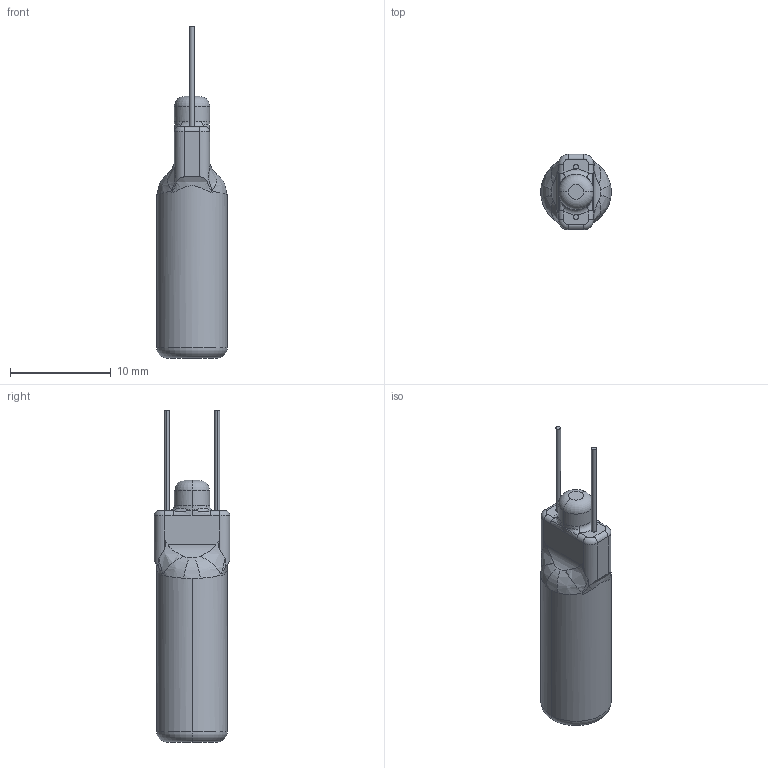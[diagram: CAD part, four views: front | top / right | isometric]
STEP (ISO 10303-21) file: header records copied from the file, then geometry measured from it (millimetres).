
FILE_DESCRIPTION (( 'STEP AP214' ), '1' );
FILE_NAME ('INS-1.STEP', '2025-10-05T23:26:49', ( '' ), ( '' ), 'SwSTEP 2.0', 'SolidWorks 2025', '' );
FILE_SCHEMA (( 'AUTOMOTIVE_DESIGN' ));
Length unit declared in the file: millimetre
Products named in the file (1): INS-1
Bounding box: 7 x 7.5 x 33 mm (x, y, z)
Volume: 847.5 mm3; surface area: 609.5 mm2
Topology: 1 solids, 1 shells, 70 faces, 172 edges, 104 vertices
Faces by surface type: cylinder 26, bspline 24, torus 10, plane 10
Entity records: 3471 total; most frequent: CARTESIAN_POINT 2003, ORIENTED_EDGE 344, DIRECTION 240, EDGE_CURVE 172, VERTEX_POINT 104, AXIS2_PLACEMENT_3D 99, B_SPLINE_CURVE_WITH_KNOTS 78, EDGE_LOOP 70
